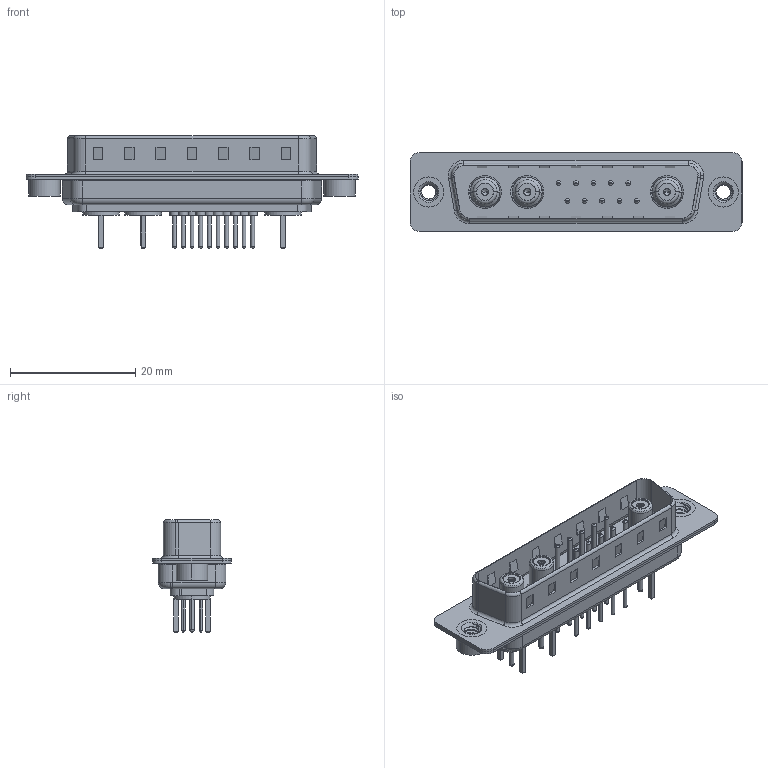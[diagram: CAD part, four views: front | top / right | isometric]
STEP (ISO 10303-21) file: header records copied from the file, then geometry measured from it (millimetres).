
FILE_DESCRIPTION (( 'STEP AP203' ), '1' );
FILE_NAME ('627-13W3224-7N2.STEP', '2019-05-26T15:45:53', ( '' ), ( '' ), 'SwSTEP 2.0', 'SolidWorks 2016', '' );
FILE_SCHEMA (( 'CONFIG_CONTROL_DESIGN' ));
Length unit declared in the file: millimetre
Products named in the file (13): Insulator Socket; Insulator Socket 2; Locking Collar; Socket_Str; 627Combo Housing_13W3; Co-Ax Jack Assy_S; 627Combo Shell Rear_25 Contacts; 627Combo Contact Row 1_24; 627Combo Shell Front_25 Contacts; 627Combo Contact Row 2_24; 627Combo Threaded Rivet_2; 627-13W3224-7N2; Co-Ax Jack_Straight PC Tail
Assembly tree (23 placements, depth 3):
  627-13W3224-7N2
    627Combo Housing_13W3
    627Combo Shell Rear_25 Contacts
    627Combo Shell Front_25 Contacts
    627Combo Threaded Rivet_2  x2
    Co-Ax Jack Assy_S  x3
      Co-Ax Jack_Straight PC Tail
      Insulator Socket
      Insulator Socket 2
      Locking Collar
      Socket_Str
    627Combo Contact Row 1_24  x5
    627Combo Contact Row 2_24  x5
Bounding box: 53 x 12.6 x 17.9 mm (x, y, z)
Volume: 2783.4 mm3; surface area: 7962.9 mm2
Topology: 30 solids, 30 shells, 1079 faces, 2444 edges, 1510 vertices
Faces by surface type: cylinder 418, plane 382, torus 222, cone 39, bspline 12, sphere 6
Entity records: 20824 total; most frequent: CARTESIAN_POINT 4589, DIRECTION 3265, ORIENTED_EDGE 2870, EDGE_CURVE 1435, AXIS2_PLACEMENT_3D 1265, VERTEX_POINT 906, VECTOR 735, LINE 735
